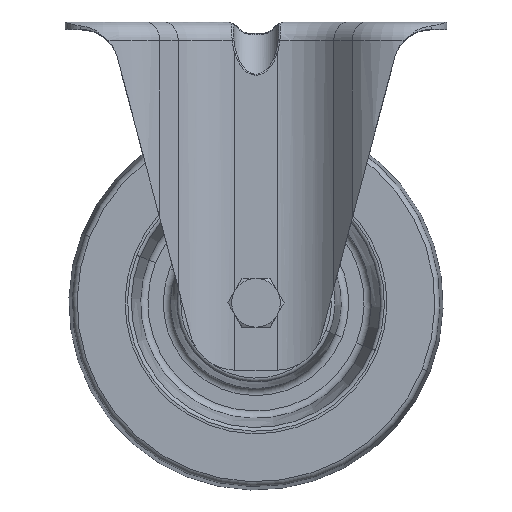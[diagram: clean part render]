
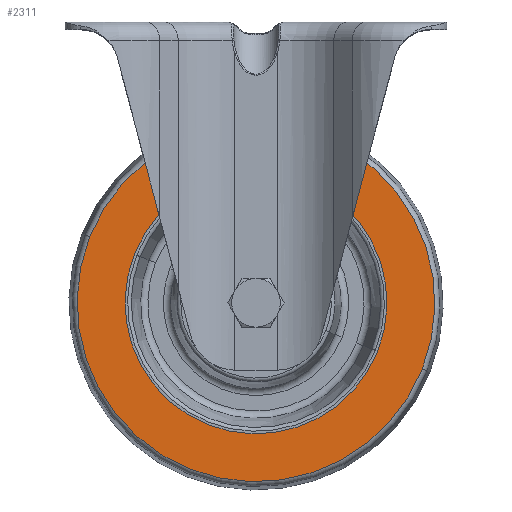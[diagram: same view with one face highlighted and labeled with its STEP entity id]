
A CAD part, top view. The second image highlights one B-rep face of the part: STEP entity #2311.
In plain terms, the highlighted planar face has unit normal (0, 0, 1).
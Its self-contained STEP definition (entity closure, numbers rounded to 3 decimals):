
#612 = CARTESIAN_POINT ( 'NONE',  ( 0., -75., 18. ) ) ;
#712 = AXIS2_PLACEMENT_3D ( 'NONE', #9725, #3307, #9944 ) ;
#1968 = DIRECTION ( 'NONE',  ( 0., 0., -1. ) ) ;
#2176 = EDGE_LOOP ( 'NONE', ( #9151, #4851 ) ) ;
#2221 = CARTESIAN_POINT ( 'NONE',  ( -32.508, -62.031, 18. ) ) ;
#2311 = ADVANCED_FACE ( 'NONE', ( #8717, #13113 ), #5955, .F. ) ;
#3307 = DIRECTION ( 'NONE',  ( 0., 0., -1. ) ) ;
#4329 = AXIS2_PLACEMENT_3D ( 'NONE', #612, #1968, #13568 ) ;
#4851 = ORIENTED_EDGE ( 'NONE', *, *, #13204, .F. ) ;
#5328 = VERTEX_POINT ( 'NONE', #7613 ) ;
#5504 = EDGE_CURVE ( 'NONE', #21702, #13349, #11067, .T. ) ;
#5955 = PLANE ( 'NONE',  #21207 ) ;
#6420 = EDGE_LOOP ( 'NONE', ( #7646, #6567 ) ) ;
#6567 = ORIENTED_EDGE ( 'NONE', *, *, #5504, .T. ) ;
#6807 = DIRECTION ( 'NONE',  ( -0.929, 0.371, 0. ) ) ;
#7613 = CARTESIAN_POINT ( 'NONE',  ( -44.397, -57.288, 18. ) ) ;
#7646 = ORIENTED_EDGE ( 'NONE', *, *, #10661, .T. ) ;
#8717 = FACE_OUTER_BOUND ( 'NONE', #2176, .T. ) ;
#9151 = ORIENTED_EDGE ( 'NONE', *, *, #20050, .F. ) ;
#9725 = CARTESIAN_POINT ( 'NONE',  ( 0., -75., 18. ) ) ;
#9944 = DIRECTION ( 'NONE',  ( -0.929, 0.371, 0. ) ) ;
#10170 = DIRECTION ( 'NONE',  ( -0.929, 0.371, 0. ) ) ;
#10438 = CIRCLE ( 'NONE', #20770, 47.8 ) ;
#10617 = AXIS2_PLACEMENT_3D ( 'NONE', #11563, #11717, #10170 ) ;
#10661 = EDGE_CURVE ( 'NONE', #13349, #21702, #13738, .T. ) ;
#11067 = CIRCLE ( 'NONE', #712, 35. ) ;
#11563 = CARTESIAN_POINT ( 'NONE',  ( 0., -75., 18. ) ) ;
#11717 = DIRECTION ( 'NONE',  ( 0., 0., -1. ) ) ;
#12495 = CARTESIAN_POINT ( 'NONE',  ( 32.508, -87.969, 18. ) ) ;
#12639 = CARTESIAN_POINT ( 'NONE',  ( 17.712, -30.603, 18. ) ) ;
#12687 = CARTESIAN_POINT ( 'NONE',  ( 44.397, -92.712, 18. ) ) ;
#13059 = VERTEX_POINT ( 'NONE', #12687 ) ;
#13113 = FACE_BOUND ( 'NONE', #6420, .T. ) ;
#13204 = EDGE_CURVE ( 'NONE', #13059, #5328, #10438, .T. ) ;
#13215 = CIRCLE ( 'NONE', #10617, 47.8 ) ;
#13349 = VERTEX_POINT ( 'NONE', #2221 ) ;
#13568 = DIRECTION ( 'NONE',  ( -0.929, 0.371, 0. ) ) ;
#13738 = CIRCLE ( 'NONE', #4329, 35. ) ;
#14284 = DIRECTION ( 'NONE',  ( 0., 0., -1. ) ) ;
#15931 = DIRECTION ( 'NONE',  ( -0.929, 0.371, 0. ) ) ;
#18013 = DIRECTION ( 'NONE',  ( 0., 0., -1. ) ) ;
#20050 = EDGE_CURVE ( 'NONE', #5328, #13059, #13215, .T. ) ;
#20230 = CARTESIAN_POINT ( 'NONE',  ( 0., -75., 18. ) ) ;
#20770 = AXIS2_PLACEMENT_3D ( 'NONE', #20230, #18013, #6807 ) ;
#21207 = AXIS2_PLACEMENT_3D ( 'NONE', #12639, #14284, #15931 ) ;
#21702 = VERTEX_POINT ( 'NONE', #12495 ) ;
